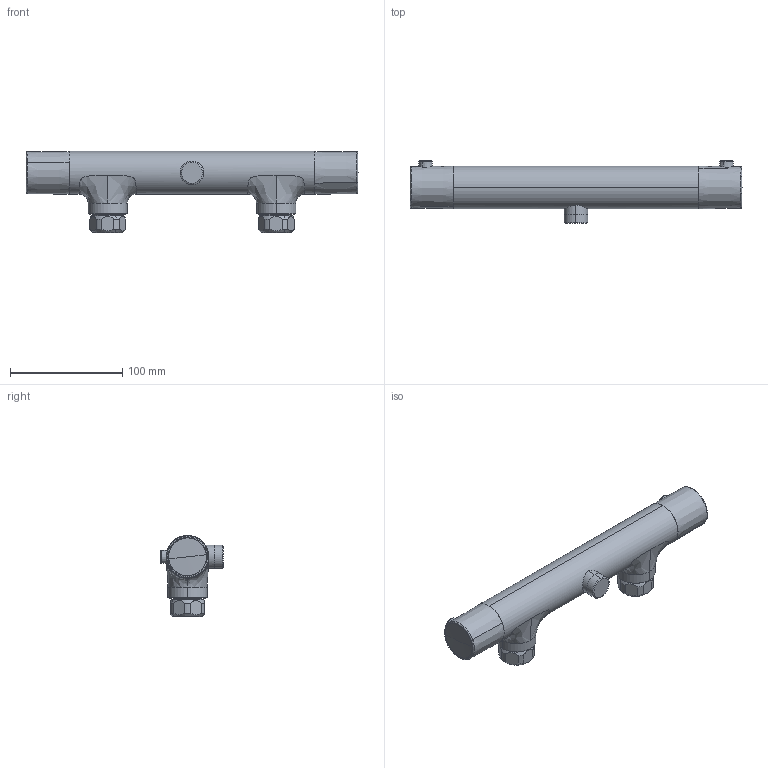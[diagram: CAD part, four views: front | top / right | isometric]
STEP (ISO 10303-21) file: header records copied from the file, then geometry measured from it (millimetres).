
FILE_DESCRIPTION (( 'STEP AP203' ), '1' );
FILE_NAME ('58130001.STEP', '2018-05-16T07:27:22', ( '' ), ( '' ), 'SwSTEP 2.0', 'SolidWorks 2016', '' );
FILE_SCHEMA (( 'CONFIG_CONTROL_DESIGN' ));
Length unit declared in the file: millimetre
Products named in the file (1): 58130001
Bounding box: 295.6 x 56.05 x 72.2 mm (x, y, z)
Volume: 394221.4 mm3; surface area: 48634.3 mm2
Topology: 1 solids, 1 shells, 118 faces, 280 edges, 180 vertices
Faces by surface type: cylinder 42, plane 28, bspline 18, cone 18, torus 8, sphere 4
Entity records: 6398 total; most frequent: CARTESIAN_POINT 3662, ORIENTED_EDGE 560, DIRECTION 548, EDGE_CURVE 280, AXIS2_PLACEMENT_3D 237, VERTEX_POINT 180, CIRCLE 136, EDGE_LOOP 134
